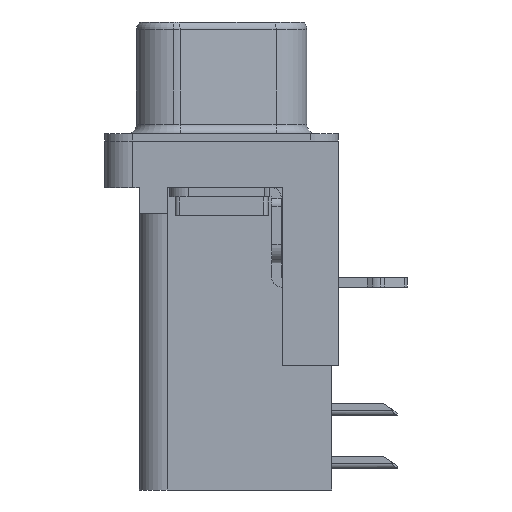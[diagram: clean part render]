
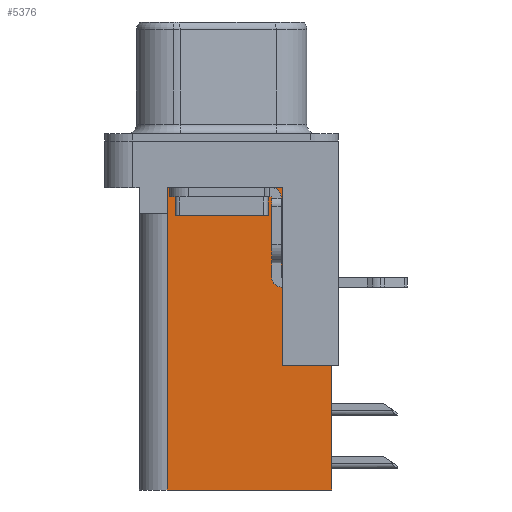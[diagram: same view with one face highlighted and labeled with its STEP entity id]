
A CAD part, left-side view. The second image highlights one B-rep face of the part: STEP entity #5376.
In plain terms, the highlighted planar face has unit normal (-1, 0, 0).
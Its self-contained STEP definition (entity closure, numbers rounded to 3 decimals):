
#523 = VERTEX_POINT ( 'NONE', #15885 ) ;
#975 = CARTESIAN_POINT ( 'NONE',  ( 3.765, -3.295, -18.76 ) ) ;
#1273 = DIRECTION ( 'NONE',  ( 0., 0., 1. ) ) ;
#1619 = ORIENTED_EDGE ( 'NONE', *, *, #11524, .F. ) ;
#2170 = VERTEX_POINT ( 'NONE', #7213 ) ;
#2213 = DIRECTION ( 'NONE',  ( 0., 0., -1. ) ) ;
#2497 = VECTOR ( 'NONE', #13387, 1000. ) ;
#3041 = CARTESIAN_POINT ( 'NONE',  ( 3.765, -5.925, -12.05 ) ) ;
#3560 = CARTESIAN_POINT ( 'NONE',  ( 3.765, 2.895, -3.9 ) ) ;
#3807 = EDGE_CURVE ( 'NONE', #523, #14043, #12404, .T. ) ;
#3813 = LINE ( 'NONE', #17008, #17269 ) ;
#3930 = EDGE_CURVE ( 'NONE', #8582, #13993, #16907, .T. ) ;
#3931 = LINE ( 'NONE', #8205, #10810 ) ;
#4001 = EDGE_LOOP ( 'NONE', ( #12912, #14990, #13056, #4068, #5532, #1619, #12212, #12321 ) ) ;
#4068 = ORIENTED_EDGE ( 'NONE', *, *, #8313, .F. ) ;
#4585 = VECTOR ( 'NONE', #5065, 1000. ) ;
#4602 = PLANE ( 'NONE',  #7017 ) ;
#5065 = DIRECTION ( 'NONE',  ( 0., 1., 0. ) ) ;
#5181 = FACE_OUTER_BOUND ( 'NONE', #4001, .T. ) ;
#5376 = ADVANCED_FACE ( 'NONE', ( #5181 ), #4602, .F. ) ;
#5532 = ORIENTED_EDGE ( 'NONE', *, *, #14545, .F. ) ;
#5681 = CARTESIAN_POINT ( 'NONE',  ( 3.765, 2.895, -3.9 ) ) ;
#5807 = DIRECTION ( 'NONE',  ( 0., 1., 0. ) ) ;
#5838 = DIRECTION ( 'NONE',  ( 1., 0., 0. ) ) ;
#6262 = LINE ( 'NONE', #12085, #2497 ) ;
#6341 = CARTESIAN_POINT ( 'NONE',  ( 3.765, 2.925, -3.9 ) ) ;
#6396 = CARTESIAN_POINT ( 'NONE',  ( 3.765, -5.925, -2. ) ) ;
#7017 = AXIS2_PLACEMENT_3D ( 'NONE', #975, #5838, #5807 ) ;
#7125 = DIRECTION ( 'NONE',  ( 0., 1., 0. ) ) ;
#7213 = CARTESIAN_POINT ( 'NONE',  ( 3.765, -5.925, -18.76 ) ) ;
#8205 = CARTESIAN_POINT ( 'NONE',  ( 3.765, 2.925, -18.76 ) ) ;
#8313 = EDGE_CURVE ( 'NONE', #15718, #15068, #3931, .T. ) ;
#8582 = VERTEX_POINT ( 'NONE', #12704 ) ;
#8766 = LINE ( 'NONE', #11799, #4585 ) ;
#9405 = VECTOR ( 'NONE', #7125, 1000. ) ;
#9580 = DIRECTION ( 'NONE',  ( 0., 0., 1. ) ) ;
#9957 = VECTOR ( 'NONE', #1273, 1000. ) ;
#10420 = VERTEX_POINT ( 'NONE', #3041 ) ;
#10473 = DIRECTION ( 'NONE',  ( 0., 1., 0. ) ) ;
#10810 = VECTOR ( 'NONE', #9580, 1000. ) ;
#10835 = EDGE_CURVE ( 'NONE', #13993, #523, #8766, .T. ) ;
#11524 = EDGE_CURVE ( 'NONE', #10420, #2170, #13882, .T. ) ;
#11701 = CARTESIAN_POINT ( 'NONE',  ( 3.765, -3.295, -18.76 ) ) ;
#11799 = CARTESIAN_POINT ( 'NONE',  ( 3.765, -3.295, -2.5 ) ) ;
#11858 = EDGE_CURVE ( 'NONE', #10420, #8582, #12449, .T. ) ;
#12085 = CARTESIAN_POINT ( 'NONE',  ( 3.765, -3.295, -18.76 ) ) ;
#12212 = ORIENTED_EDGE ( 'NONE', *, *, #11858, .T. ) ;
#12321 = ORIENTED_EDGE ( 'NONE', *, *, #3930, .T. ) ;
#12404 = LINE ( 'NONE', #3560, #15471 ) ;
#12449 = LINE ( 'NONE', #15096, #9405 ) ;
#12704 = CARTESIAN_POINT ( 'NONE',  ( 3.765, -3.295, -12.05 ) ) ;
#12912 = ORIENTED_EDGE ( 'NONE', *, *, #10835, .T. ) ;
#13053 = VECTOR ( 'NONE', #2213, 1000. ) ;
#13056 = ORIENTED_EDGE ( 'NONE', *, *, #15674, .T. ) ;
#13387 = DIRECTION ( 'NONE',  ( 0., 1., 0. ) ) ;
#13388 = DIRECTION ( 'NONE',  ( 0., 0., -1. ) ) ;
#13882 = LINE ( 'NONE', #6396, #13053 ) ;
#13993 = VERTEX_POINT ( 'NONE', #16249 ) ;
#14043 = VERTEX_POINT ( 'NONE', #5681 ) ;
#14545 = EDGE_CURVE ( 'NONE', #2170, #15718, #6262, .T. ) ;
#14990 = ORIENTED_EDGE ( 'NONE', *, *, #3807, .T. ) ;
#15068 = VERTEX_POINT ( 'NONE', #6341 ) ;
#15096 = CARTESIAN_POINT ( 'NONE',  ( 3.765, -6.295, -12.05 ) ) ;
#15471 = VECTOR ( 'NONE', #13388, 1000. ) ;
#15674 = EDGE_CURVE ( 'NONE', #14043, #15068, #3813, .T. ) ;
#15718 = VERTEX_POINT ( 'NONE', #17066 ) ;
#15885 = CARTESIAN_POINT ( 'NONE',  ( 3.765, 2.895, -2.5 ) ) ;
#16249 = CARTESIAN_POINT ( 'NONE',  ( 3.765, -3.295, -2.5 ) ) ;
#16907 = LINE ( 'NONE', #11701, #9957 ) ;
#17008 = CARTESIAN_POINT ( 'NONE',  ( 3.765, 0., -3.9 ) ) ;
#17066 = CARTESIAN_POINT ( 'NONE',  ( 3.765, 2.925, -18.76 ) ) ;
#17269 = VECTOR ( 'NONE', #10473, 1000. ) ;
